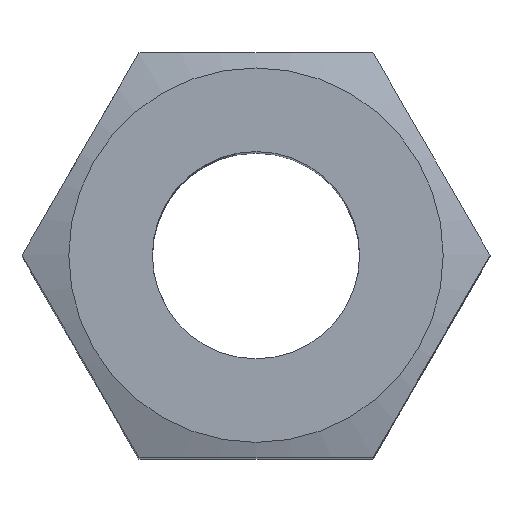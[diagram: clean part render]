
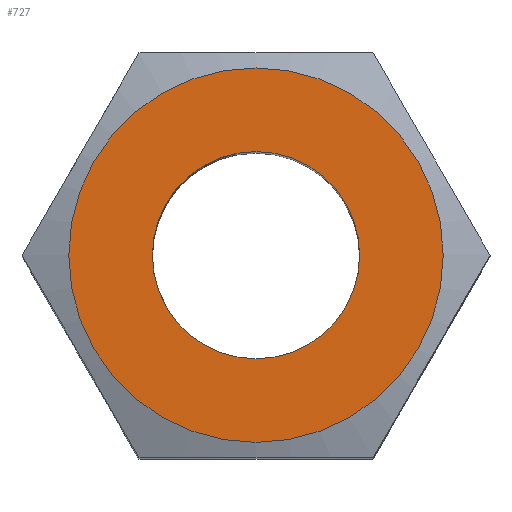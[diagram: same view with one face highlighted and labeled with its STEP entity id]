
A CAD part, top view. The second image highlights one B-rep face of the part: STEP entity #727.
In plain terms, the highlighted planar face has unit normal (0, 0, 1).
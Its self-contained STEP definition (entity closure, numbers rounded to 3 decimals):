
#600=CARTESIAN_POINT('',(-6.006,0.0,15.0));
#601=VERTEX_POINT('',#600);
#602=CARTESIAN_POINT('',(0.0,0.0,15.0));
#603=DIRECTION('',(0.0,0.0,1.0));
#604=DIRECTION('',(-1.0,0.0,0.0));
#605=AXIS2_PLACEMENT_3D('',#602,#603,#604);
#606=CIRCLE('',#605,6.006);
#607=EDGE_CURVE('',#601,#601,#606,.T.);
#680=CARTESIAN_POINT('',(3.324,0.0,15.0));
#681=VERTEX_POINT('',#680);
#682=CARTESIAN_POINT('',(0.0,0.0,15.0));
#683=DIRECTION('',(0.0,0.0,-1.0));
#684=DIRECTION('',(1.0,0.0,0.0));
#685=AXIS2_PLACEMENT_3D('',#682,#683,#684);
#686=CIRCLE('',#685,3.324);
#687=EDGE_CURVE('',#681,#681,#686,.T.);
#716=CARTESIAN_POINT('',(0.,0.,15.0));
#717=DIRECTION('',(0.0,0.0,1.0));
#718=DIRECTION('',(1.0,0.0,0.0));
#719=AXIS2_PLACEMENT_3D('',#716,#717,#718);
#720=PLANE('',#719);
#721=ORIENTED_EDGE('',*,*,#607,.T.);
#722=EDGE_LOOP('',(#721));
#723=FACE_OUTER_BOUND('',#722,.T.);
#724=ORIENTED_EDGE('',*,*,#687,.T.);
#725=EDGE_LOOP('',(#724));
#726=FACE_BOUND('',#725,.T.);
#727=ADVANCED_FACE('',(#723,#726),#720,.T.);
